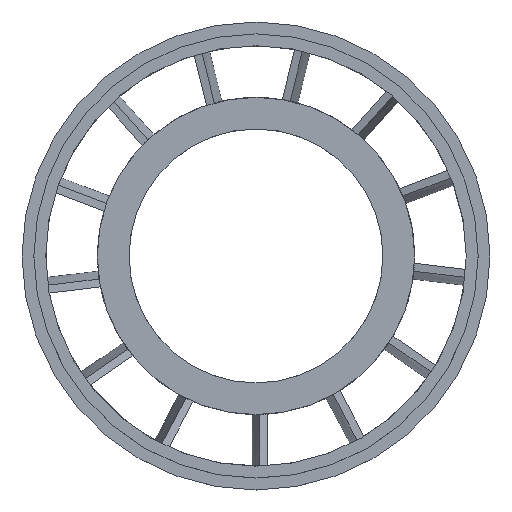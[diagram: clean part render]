
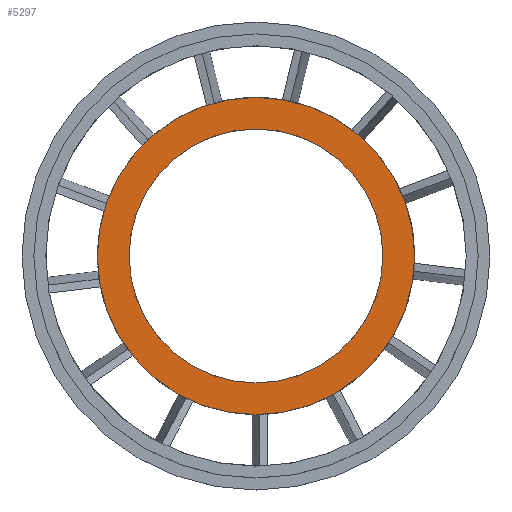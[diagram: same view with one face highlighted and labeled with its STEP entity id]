
A CAD part, top view. The second image highlights one B-rep face of the part: STEP entity #5297.
In plain terms, the highlighted planar face has unit normal (0, 0, 1).
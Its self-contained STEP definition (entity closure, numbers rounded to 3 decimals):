
#3636 = VERTEX_POINT('',#3637);
#3637 = CARTESIAN_POINT('',(20.,0.,-0.2));
#3643 = EDGE_CURVE('',#3636,#3636,#3644,.T.);
#3644 = CIRCLE('',#3645,20.);
#3645 = AXIS2_PLACEMENT_3D('',#3646,#3647,#3648);
#3646 = CARTESIAN_POINT('',(0.,0.,-0.2));
#3647 = DIRECTION('',(0.,0.,-1.));
#3648 = DIRECTION('',(1.,0.,0.));
#5297 = ADVANCED_FACE('',(#5298,#5301),#5312,.T.);
#5298 = FACE_BOUND('',#5299,.T.);
#5299 = EDGE_LOOP('',(#5300));
#5300 = ORIENTED_EDGE('',*,*,#3643,.F.);
#5301 = FACE_BOUND('',#5302,.T.);
#5302 = EDGE_LOOP('',(#5303));
#5303 = ORIENTED_EDGE('',*,*,#5304,.T.);
#5304 = EDGE_CURVE('',#5305,#5305,#5307,.T.);
#5305 = VERTEX_POINT('',#5306);
#5306 = CARTESIAN_POINT('',(16.,0.,-0.2));
#5307 = CIRCLE('',#5308,16.);
#5308 = AXIS2_PLACEMENT_3D('',#5309,#5310,#5311);
#5309 = CARTESIAN_POINT('',(0.,0.,-0.2));
#5310 = DIRECTION('',(0.,0.,-1.));
#5311 = DIRECTION('',(1.,0.,0.));
#5312 = PLANE('',#5313);
#5313 = AXIS2_PLACEMENT_3D('',#5314,#5315,#5316);
#5314 = CARTESIAN_POINT('',(0.,0.,-0.2));
#5315 = DIRECTION('',(0.,0.,1.));
#5316 = DIRECTION('',(1.,0.,0.));
